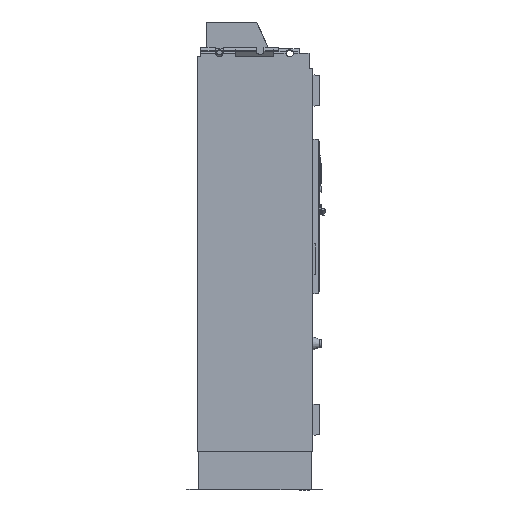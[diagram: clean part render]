
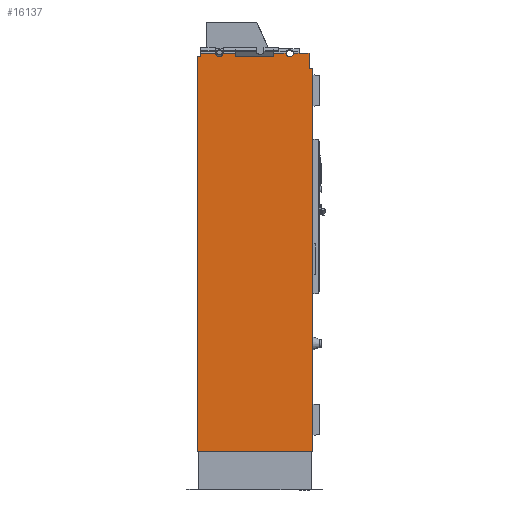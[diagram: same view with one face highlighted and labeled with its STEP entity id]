
A CAD part, left-side view. The second image highlights one B-rep face of the part: STEP entity #16137.
In plain terms, the highlighted planar face has unit normal (-1, 0, 0).
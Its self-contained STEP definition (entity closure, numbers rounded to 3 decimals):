
#13484=FACE_OUTER_BOUND('',#22831,.T.);
#16137=ADVANCED_FACE('',(#13484),#19070,.T.);
#19070=PLANE('',#70471);
#22831=EDGE_LOOP('',(#28271,#28272,#28273,#28274,#28275,#28276,#28277,#28278,
#28279,#28280,#28281,#28282,#28283,#28284,#28285,#28286,#28287,#28288,#28289));
#26474=CIRCLE('',#70392,20.);
#26478=CIRCLE('',#70402,20.);
#28271=ORIENTED_EDGE('',*,*,#49392,.F.);
#28272=ORIENTED_EDGE('',*,*,#49385,.T.);
#28273=ORIENTED_EDGE('',*,*,#49396,.F.);
#28274=ORIENTED_EDGE('',*,*,#49397,.F.);
#28275=ORIENTED_EDGE('',*,*,#49393,.F.);
#28276=ORIENTED_EDGE('',*,*,#49353,.T.);
#28277=ORIENTED_EDGE('',*,*,#49245,.T.);
#28278=ORIENTED_EDGE('',*,*,#49161,.T.);
#28279=ORIENTED_EDGE('',*,*,#49251,.T.);
#28280=ORIENTED_EDGE('',*,*,#49159,.T.);
#28281=ORIENTED_EDGE('',*,*,#49256,.T.);
#28282=ORIENTED_EDGE('',*,*,#49260,.T.);
#28283=ORIENTED_EDGE('',*,*,#49262,.T.);
#28284=ORIENTED_EDGE('',*,*,#49157,.T.);
#28285=ORIENTED_EDGE('',*,*,#49267,.T.);
#28286=ORIENTED_EDGE('',*,*,#49153,.T.);
#28287=ORIENTED_EDGE('',*,*,#49274,.T.);
#28288=ORIENTED_EDGE('',*,*,#49276,.T.);
#28289=ORIENTED_EDGE('',*,*,#49363,.T.);
#43642=VERTEX_POINT('',#96141);
#43680=VERTEX_POINT('',#96370);
#43681=VERTEX_POINT('',#96372);
#43682=VERTEX_POINT('',#96379);
#43683=VERTEX_POINT('',#96384);
#43684=VERTEX_POINT('',#96388);
#43685=VERTEX_POINT('',#96390);
#43686=VERTEX_POINT('',#96397);
#43752=VERTEX_POINT('',#96709);
#43758=VERTEX_POINT('',#96736);
#43760=VERTEX_POINT('',#96742);
#43767=VERTEX_POINT('',#96774);
#43768=VERTEX_POINT('',#96778);
#43813=VERTEX_POINT('',#96945);
#43818=VERTEX_POINT('',#96963);
#43829=VERTEX_POINT('',#97007);
#43830=VERTEX_POINT('',#97009);
#43836=VERTEX_POINT('',#97025);
#43837=VERTEX_POINT('',#97029);
#49153=EDGE_CURVE('',#43681,#43680,#57028,.T.);
#49157=EDGE_CURVE('',#43682,#43683,#57029,.T.);
#49159=EDGE_CURVE('',#43685,#43684,#57030,.T.);
#49161=EDGE_CURVE('',#43642,#43686,#57031,.T.);
#49245=EDGE_CURVE('',#43752,#43642,#57085,.T.);
#49251=EDGE_CURVE('',#43686,#43685,#26474,.T.);
#49256=EDGE_CURVE('',#43684,#43758,#57091,.T.);
#49260=EDGE_CURVE('',#43758,#43760,#57095,.T.);
#49262=EDGE_CURVE('',#43760,#43682,#57097,.T.);
#49267=EDGE_CURVE('',#43683,#43681,#26478,.T.);
#49274=EDGE_CURVE('',#43680,#43767,#57103,.T.);
#49276=EDGE_CURVE('',#43767,#43768,#57105,.T.);
#49353=EDGE_CURVE('',#43813,#43752,#57167,.T.);
#49363=EDGE_CURVE('',#43768,#43818,#57177,.T.);
#49385=EDGE_CURVE('',#43830,#43829,#57199,.T.);
#49392=EDGE_CURVE('',#43830,#43818,#57205,.T.);
#49393=EDGE_CURVE('',#43813,#43836,#57206,.T.);
#49396=EDGE_CURVE('',#43837,#43829,#57209,.T.);
#49397=EDGE_CURVE('',#43836,#43837,#57210,.T.);
#57028=LINE('',#96371,#63807);
#57029=LINE('',#96385,#63808);
#57030=LINE('',#96389,#63809);
#57031=LINE('',#96396,#63810);
#57085=LINE('',#96708,#63864);
#57091=LINE('',#96735,#63870);
#57095=LINE('',#96744,#63874);
#57097=LINE('',#96747,#63876);
#57103=LINE('',#96775,#63882);
#57105=LINE('',#96780,#63884);
#57167=LINE('',#96944,#63946);
#57177=LINE('',#96964,#63956);
#57199=LINE('',#97008,#63978);
#57205=LINE('',#97023,#63984);
#57206=LINE('',#97024,#63985);
#57209=LINE('',#97030,#63988);
#57210=LINE('',#97032,#63989);
#63807=VECTOR('',#74590,1.);
#63808=VECTOR('',#74595,1.);
#63809=VECTOR('',#74600,1.);
#63810=VECTOR('',#74603,1.);
#63864=VECTOR('',#74709,1.);
#63870=VECTOR('',#74729,1.);
#63874=VECTOR('',#74735,1.);
#63876=VECTOR('',#74739,1.);
#63882=VECTOR('',#74761,1.);
#63884=VECTOR('',#74765,1.);
#63946=VECTOR('',#74913,1.);
#63956=VECTOR('',#74931,1.);
#63978=VECTOR('',#74975,1.);
#63984=VECTOR('',#74987,1.);
#63985=VECTOR('',#74988,1.);
#63988=VECTOR('',#74993,1.);
#63989=VECTOR('',#74996,1.);
#70392=AXIS2_PLACEMENT_3D('',#96723,#74718,#74719);
#70402=AXIS2_PLACEMENT_3D('',#96759,#74748,#74749);
#70471=AXIS2_PLACEMENT_3D('',#97033,#74997,#74998);
#74590=DIRECTION('',(0.,1.,0.));
#74595=DIRECTION('',(0.,1.,0.));
#74600=DIRECTION('',(0.,1.,0.));
#74603=DIRECTION('',(0.,1.,0.));
#74709=DIRECTION('',(0.,1.,0.));
#74718=DIRECTION('',(1.,0.,0.));
#74719=DIRECTION('',(0.,0.,1.));
#74729=DIRECTION('',(0.,0.,-1.));
#74735=DIRECTION('',(0.,1.,0.));
#74739=DIRECTION('',(0.,0.,1.));
#74748=DIRECTION('',(1.,0.,0.));
#74749=DIRECTION('',(0.,0.,1.));
#74761=DIRECTION('',(0.,0.,-1.));
#74765=DIRECTION('',(0.,1.,0.));
#74913=DIRECTION('',(0.,0.,1.));
#74931=DIRECTION('',(0.,0.,-1.));
#74975=DIRECTION('',(0.,0.,-1.));
#74987=DIRECTION('',(0.,-1.,0.));
#74988=DIRECTION('',(0.,-1.,0.));
#74993=DIRECTION('',(0.,1.,0.));
#74996=DIRECTION('',(0.,0.,-1.));
#74997=DIRECTION('',(-1.,0.,0.));
#74998=DIRECTION('',(0.,0.,1.));
#96141=CARTESIAN_POINT('',(-1750.,68.,1978.988));
#96370=CARTESIAN_POINT('',(-1750.,582.5,1978.975));
#96371=CARTESIAN_POINT('',(-1750.,300.,1978.975));
#96372=CARTESIAN_POINT('',(-1750.,503.983,1978.975));
#96379=CARTESIAN_POINT('',(-1750.,400.,1978.975));
#96384=CARTESIAN_POINT('',(-1750.,464.017,1978.975));
#96385=CARTESIAN_POINT('',(-1750.,300.,1978.975));
#96388=CARTESIAN_POINT('',(-1750.,200.,1978.975));
#96389=CARTESIAN_POINT('',(-1750.,300.,1978.975));
#96390=CARTESIAN_POINT('',(-1750.,135.983,1978.975));
#96396=CARTESIAN_POINT('',(-1750.,300.,1978.975));
#96397=CARTESIAN_POINT('',(-1750.,96.017,1978.975));
#96708=CARTESIAN_POINT('',(-1750.,300.,1979.));
#96709=CARTESIAN_POINT('',(-1750.,16.,1979.));
#96723=CARTESIAN_POINT('',(-1750.,116.,1979.798));
#96735=CARTESIAN_POINT('',(-1750.,200.,1932.5));
#96736=CARTESIAN_POINT('',(-1750.,200.,1959.5));
#96742=CARTESIAN_POINT('',(-1750.,400.,1959.5));
#96744=CARTESIAN_POINT('',(-1750.,300.,1959.5));
#96747=CARTESIAN_POINT('',(-1750.,400.,1932.5));
#96759=CARTESIAN_POINT('',(-1750.,484.,1979.798));
#96774=CARTESIAN_POINT('',(-1750.,582.5,1962.5));
#96775=CARTESIAN_POINT('',(-1750.,582.5,1932.5));
#96778=CARTESIAN_POINT('',(-1750.,598.498,1962.5));
#96780=CARTESIAN_POINT('',(-1750.,300.,1962.5));
#96944=CARTESIAN_POINT('',(-1750.,16.,1932.5));
#96945=CARTESIAN_POINT('',(-1750.,16.,1899.5));
#96963=CARTESIAN_POINT('',(-1750.,598.498,1899.5));
#96964=CARTESIAN_POINT('',(-1750.,598.498,1932.5));
#97007=CARTESIAN_POINT('',(-1750.,600.,-100.));
#97008=CARTESIAN_POINT('',(-1750.,600.,1932.5));
#97009=CARTESIAN_POINT('',(-1750.,600.,1899.5));
#97023=CARTESIAN_POINT('',(-1750.,600.,1899.5));
#97024=CARTESIAN_POINT('',(-1750.,600.,1899.5));
#97025=CARTESIAN_POINT('',(-1750.,0.,1899.5));
#97029=CARTESIAN_POINT('',(-1750.,0.,-100.));
#97030=CARTESIAN_POINT('',(-1750.,600.,-100.));
#97032=CARTESIAN_POINT('',(-1750.,0.,0.));
#97033=CARTESIAN_POINT('',(-1750.,300.,1932.5));
